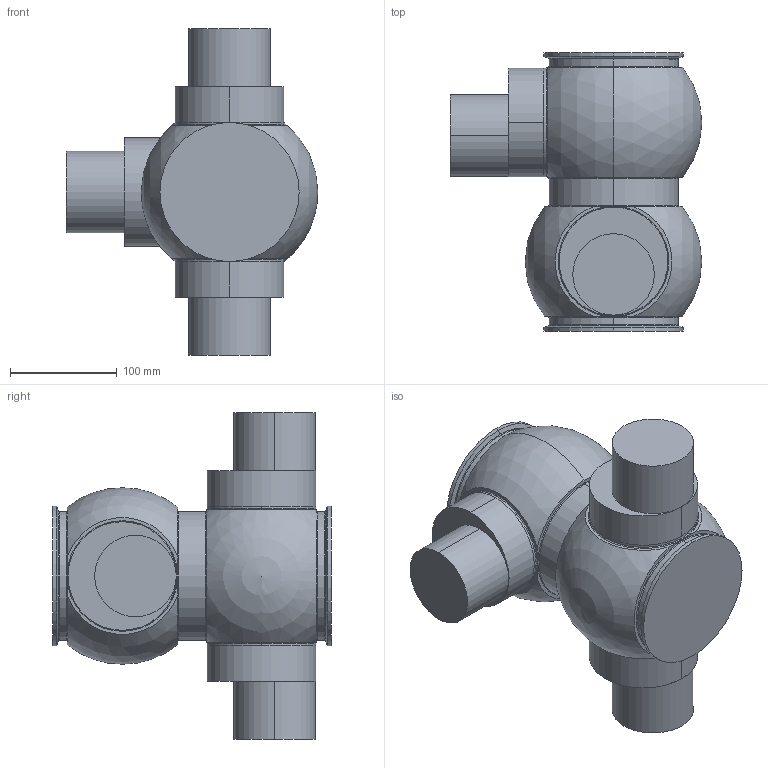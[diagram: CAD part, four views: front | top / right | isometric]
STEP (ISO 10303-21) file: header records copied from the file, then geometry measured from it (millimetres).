
FILE_DESCRIPTION (( 'STEP AP203' ), '1' );
FILE_NAME ('126917.STEP', '2018-04-02T20:07:10', ( '' ), ( '' ), 'SwSTEP 2.0', 'SolidWorks 2014', '' );
FILE_SCHEMA (( 'CONFIG_CONTROL_DESIGN' ));
Length unit declared in the file: inch
Products named in the file (1): 126917
Bounding box: 235.33 x 260.53 x 305.56 mm (x, y, z)
Volume: 5807684.4 mm3; surface area: 232254.5 mm2
Topology: 1 solids, 1 shells, 82 faces, 194 edges, 118 vertices
Faces by surface type: cylinder 28, torus 21, plane 18, bspline 6, sphere 5, cone 4
Entity records: 2475 total; most frequent: CARTESIAN_POINT 492, DIRECTION 458, ORIENTED_EDGE 370, AXIS2_PLACEMENT_3D 204, EDGE_CURVE 185, CIRCLE 127, VERTEX_POINT 112, EDGE_LOOP 89
